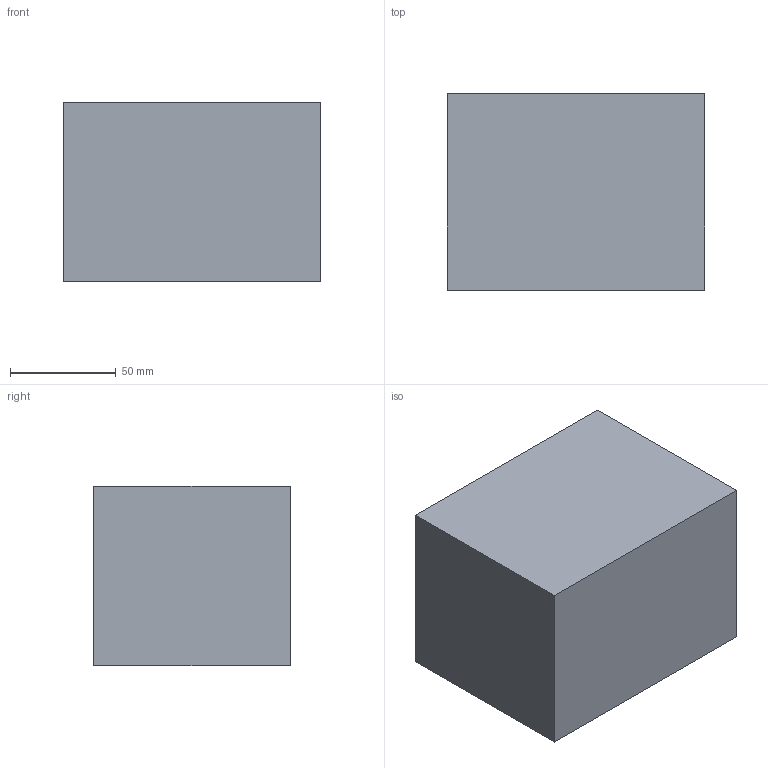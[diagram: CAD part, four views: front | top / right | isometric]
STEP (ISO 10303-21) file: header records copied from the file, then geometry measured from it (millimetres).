
FILE_DESCRIPTION(('HOOPS Exchange Step'),'2;1');
FILE_NAME('dual_band.step','2025-07-02T12:49:24+05:30',('vvman'),('Unknown organisation'),'HOOPS Exchange 2024.5','HOOPS Exchange','Unknown authorisation');
FILE_SCHEMA( ('AP242_MANAGED_MODEL_BASED_3D_ENGINEERING_MIM_LF {1 0 10303 442 1 1 4 }') );
Length unit declared in the file: millimetre
Products named in the file (1): dual_band_intermediate
Bounding box: 121.63 x 92.93 x 84.63 mm (x, y, z)
Volume: 958013.5 mm3; surface area: 60887.9 mm2
Topology: 2 solids, 5 shells, 15 faces, 52 edges, 44 vertices
Faces by surface type: plane 15
Entity records: 750 total; most frequent: CARTESIAN_POINT 113, DIRECTION 86, ORIENTED_EDGE 76, VECTOR 52, LINE 52, EDGE_CURVE 52, VERTEX_POINT 44, INTEGER_REPRESENTATION_ITEM 20
